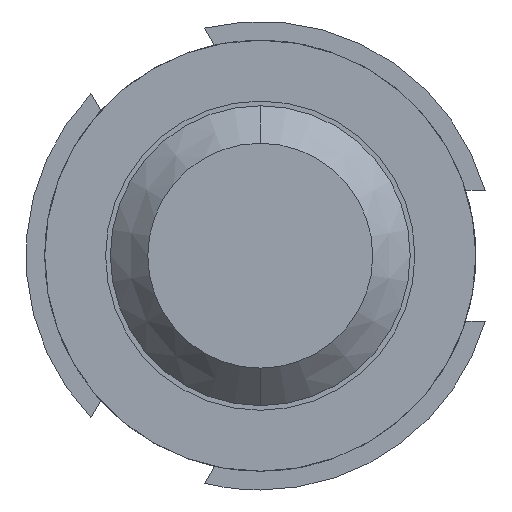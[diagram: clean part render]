
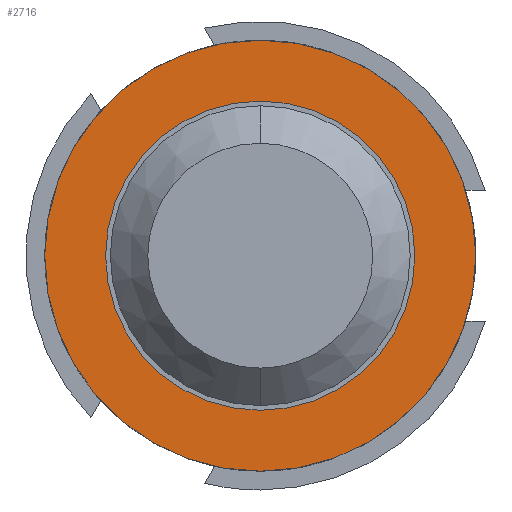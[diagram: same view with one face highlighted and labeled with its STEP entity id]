
A CAD part, front view. The second image highlights one B-rep face of the part: STEP entity #2716.
In plain terms, the highlighted planar face has unit normal (0, -1, 0).
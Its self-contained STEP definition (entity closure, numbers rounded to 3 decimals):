
#175 = CIRCLE ( 'NONE', #3285, 1.15 ) ;
#267 = CARTESIAN_POINT ( 'NONE',  ( 0., -1.5, 0. ) ) ;
#274 = VERTEX_POINT ( 'NONE', #4007 ) ;
#309 = AXIS2_PLACEMENT_3D ( 'NONE', #748, #3815, #2128 ) ;
#467 = CIRCLE ( 'NONE', #1195, 0.825 ) ;
#516 = DIRECTION ( 'NONE',  ( 0., 0., 1. ) ) ;
#652 = EDGE_CURVE ( 'Defeature ausgef�hrt1_37+Defeature ausgef�hrt1_43+Defeature ausgef�hrt1_43+Defeature ausgef�hrt1_43', #274, #2717, #2315, .T. ) ;
#679 = ORIENTED_EDGE ( 'NONE', *, *, #4185, .T. ) ;
#748 = CARTESIAN_POINT ( 'NONE',  ( 0.825, -1.5, 0. ) ) ;
#975 = ORIENTED_EDGE ( 'NONE', *, *, #3776, .T. ) ;
#1031 = EDGE_LOOP ( 'NONE', ( #975, #679 ) ) ;
#1195 = AXIS2_PLACEMENT_3D ( 'NONE', #4502, #2337, #3770 ) ;
#1198 = DIRECTION ( 'NONE',  ( 0., 0., 1. ) ) ;
#1353 = DIRECTION ( 'NONE',  ( 0., 1., 0. ) ) ;
#1535 = DIRECTION ( 'NONE',  ( 0., 1., 0. ) ) ;
#1646 = DIRECTION ( 'NONE',  ( 0., 0., 1. ) ) ;
#1727 = EDGE_LOOP ( 'NONE', ( #3602, #2074 ) ) ;
#1784 = CARTESIAN_POINT ( 'NONE',  ( 0., -1.5, -1.15 ) ) ;
#2074 = ORIENTED_EDGE ( 'NONE', *, *, #3291, .F. ) ;
#2128 = DIRECTION ( 'NONE',  ( 0., 0., 1. ) ) ;
#2233 = CARTESIAN_POINT ( 'NONE',  ( 0., -1.5, 0. ) ) ;
#2315 = CIRCLE ( 'NONE', #3471, 1.15 ) ;
#2337 = DIRECTION ( 'NONE',  ( 0., 1., 0. ) ) ;
#2425 = PLANE ( 'NONE',  #309 ) ;
#2514 = FACE_BOUND ( 'NONE', #1031, .T. ) ;
#2716 = ADVANCED_FACE ( 'Defeature ausgef�hrt1_43', ( #3855, #2514 ), #2425, .F. ) ;
#2717 = VERTEX_POINT ( 'NONE', #1784 ) ;
#2866 = DIRECTION ( 'NONE',  ( 0., 1., 0. ) ) ;
#3176 = VERTEX_POINT ( 'NONE', #3504 ) ;
#3285 = AXIS2_PLACEMENT_3D ( 'NONE', #4261, #1535, #1198 ) ;
#3291 = EDGE_CURVE ( 'Defeature ausgef�hrt1_37+Defeature ausgef�hrt1_43+Defeature ausgef�hrt1_43+Defeature ausgef�hrt1_43', #2717, #274, #175, .T. ) ;
#3471 = AXIS2_PLACEMENT_3D ( 'NONE', #2233, #2866, #516 ) ;
#3504 = CARTESIAN_POINT ( 'NONE',  ( 0., -1.5, -0.825 ) ) ;
#3588 = AXIS2_PLACEMENT_3D ( 'NONE', #267, #1353, #1646 ) ;
#3602 = ORIENTED_EDGE ( 'NONE', *, *, #652, .F. ) ;
#3770 = DIRECTION ( 'NONE',  ( 0., 0., 1. ) ) ;
#3776 = EDGE_CURVE ( 'Defeature ausgef�hrt1_43+Defeature ausgef�hrt1_42+Defeature ausgef�hrt1_42+Defeature ausgef�hrt1_42', #4244, #3176, #467, .T. ) ;
#3815 = DIRECTION ( 'NONE',  ( 0., 1., 0. ) ) ;
#3855 = FACE_OUTER_BOUND ( 'NONE', #1727, .T. ) ;
#4007 = CARTESIAN_POINT ( 'NONE',  ( 0., -1.5, 1.15 ) ) ;
#4185 = EDGE_CURVE ( 'Defeature ausgef�hrt1_43+Defeature ausgef�hrt1_42+Defeature ausgef�hrt1_42+Defeature ausgef�hrt1_42', #3176, #4244, #4390, .T. ) ;
#4244 = VERTEX_POINT ( 'NONE', #4471 ) ;
#4261 = CARTESIAN_POINT ( 'NONE',  ( 0., -1.5, 0. ) ) ;
#4390 = CIRCLE ( 'NONE', #3588, 0.825 ) ;
#4471 = CARTESIAN_POINT ( 'NONE',  ( 0., -1.5, 0.825 ) ) ;
#4502 = CARTESIAN_POINT ( 'NONE',  ( 0., -1.5, 0. ) ) ;
